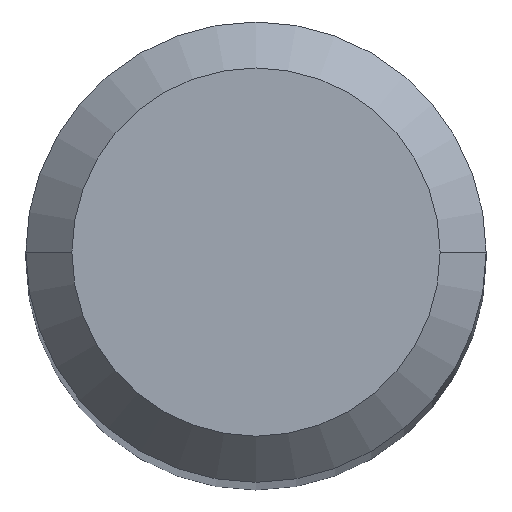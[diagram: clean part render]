
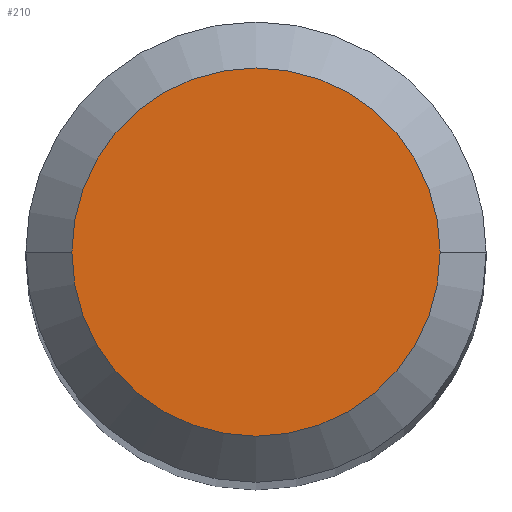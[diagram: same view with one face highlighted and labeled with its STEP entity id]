
A CAD part, top view. The second image highlights one B-rep face of the part: STEP entity #210.
In plain terms, the highlighted planar face has unit normal (0, 0, 1).
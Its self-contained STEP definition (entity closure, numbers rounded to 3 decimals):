
#36 = DIRECTION ( 'NONE',  ( -1., 0., 0. ) ) ;
#46 = DIRECTION ( 'NONE',  ( -1., 0., 0. ) ) ;
#72 = EDGE_CURVE ( 'NONE', #375, #509, #423, .T. ) ;
#194 = DIRECTION ( 'NONE',  ( 0., 0., -1. ) ) ;
#210 = ADVANCED_FACE ( 'NONE', ( #241 ), #256, .F. ) ;
#241 = FACE_OUTER_BOUND ( 'NONE', #715, .T. ) ;
#247 = ORIENTED_EDGE ( 'NONE', *, *, #637, .F. ) ;
#256 = PLANE ( 'NONE',  #370 ) ;
#299 = AXIS2_PLACEMENT_3D ( 'NONE', #547, #542, #46 ) ;
#317 = CARTESIAN_POINT ( 'NONE',  ( 0., 0., 38. ) ) ;
#370 = AXIS2_PLACEMENT_3D ( 'NONE', #526, #194, #36 ) ;
#375 = VERTEX_POINT ( 'NONE', #673 ) ;
#423 = CIRCLE ( 'NONE', #299, 1.2 ) ;
#473 = AXIS2_PLACEMENT_3D ( 'NONE', #317, #650, #709 ) ;
#507 = ORIENTED_EDGE ( 'NONE', *, *, #72, .F. ) ;
#509 = VERTEX_POINT ( 'NONE', #522 ) ;
#522 = CARTESIAN_POINT ( 'NONE',  ( 1.2, 0., 38. ) ) ;
#526 = CARTESIAN_POINT ( 'NONE',  ( 0., 0., 38. ) ) ;
#542 = DIRECTION ( 'NONE',  ( 0., 0., -1. ) ) ;
#547 = CARTESIAN_POINT ( 'NONE',  ( 0., 0., 38. ) ) ;
#637 = EDGE_CURVE ( 'NONE', #509, #375, #646, .T. ) ;
#646 = CIRCLE ( 'NONE', #473, 1.2 ) ;
#650 = DIRECTION ( 'NONE',  ( 0., 0., -1. ) ) ;
#673 = CARTESIAN_POINT ( 'NONE',  ( -1.2, 0., 38. ) ) ;
#709 = DIRECTION ( 'NONE',  ( -1., 0., 0. ) ) ;
#715 = EDGE_LOOP ( 'NONE', ( #507, #247 ) ) ;
